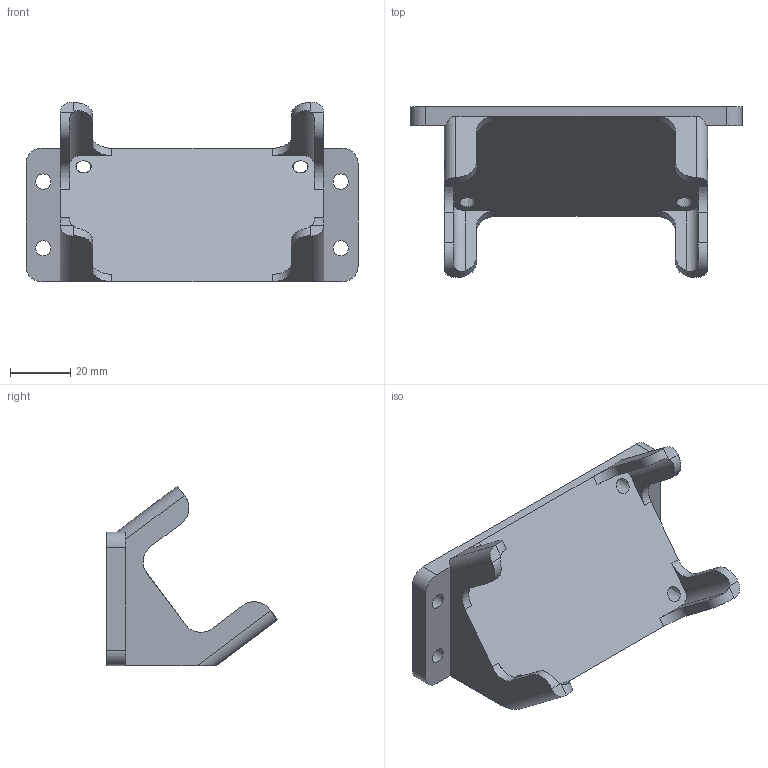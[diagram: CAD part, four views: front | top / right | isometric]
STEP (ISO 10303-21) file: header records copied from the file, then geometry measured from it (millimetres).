
FILE_DESCRIPTION(/* description */ ('STEP AP214'),/* implementation_level */ '2;1');
FILE_NAME(/* name */ '65c589aa5f58383adc4ca73c',/* time_stamp */ '2024-02-09T02:10:51Z',/* author */ (''),/* organization */ (''),/* preprocessor_version */ 'ST-DEVELOPER v19.4',/* originating_system */ ' ',/* authorisation */ ' ');
FILE_SCHEMA (('AUTOMOTIVE_DESIGN {1 0 10303 214 3 1 1}'));
Length unit declared in the file: metre
Products named in the file (1): Part 3
Bounding box: 110.22 x 56.71 x 59.53 mm (x, y, z)
Volume: 85766.9 mm3; surface area: 21539.3 mm2
Topology: 1 solids, 1 shells, 76 faces, 224 edges, 148 vertices
Faces by surface type: plane 40, cylinder 32, bspline 4
Full cylindrical faces by diameter (mm): 5.08 x4
Entity records: 2660 total; most frequent: CARTESIAN_POINT 605, ORIENTED_EDGE 424, DIRECTION 412, EDGE_CURVE 212, VERTEX_POINT 144, AXIS2_PLACEMENT_3D 143, LINE 126, VECTOR 126
